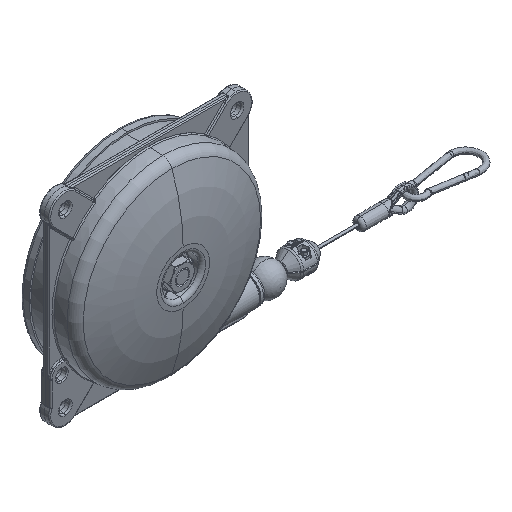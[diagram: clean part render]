
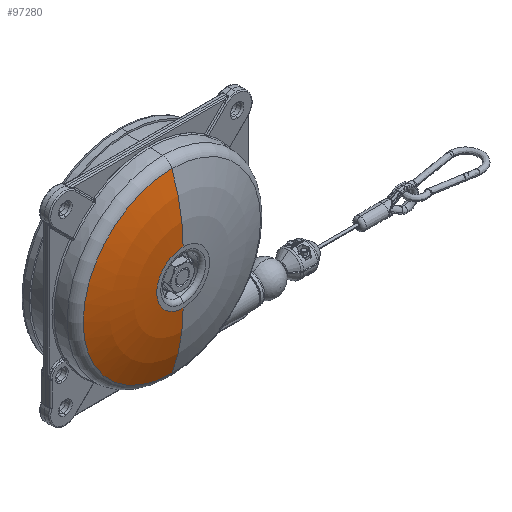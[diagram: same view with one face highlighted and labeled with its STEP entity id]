
A CAD part, isometric view. The second image highlights one B-rep face of the part: STEP entity #97280.
In plain terms, the highlighted toroidal (fillet/blend) face has major radius 25 mm and minor radius 169 mm.
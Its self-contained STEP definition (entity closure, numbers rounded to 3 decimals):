
#1090 = CARTESIAN_POINT ( 'NONE',  ( 0., -18., -25. ) ) ;
#1466 = DIRECTION ( 'NONE',  ( 0., 0., -1. ) ) ;
#3350 = DIRECTION ( 'NONE',  ( 0., -1., 0. ) ) ;
#13551 = TOROIDAL_SURFACE ( 'NONE', #101187, 25., 169. ) ;
#14008 = AXIS2_PLACEMENT_3D ( 'NONE', #115783, #3350, #50262 ) ;
#16486 = VERTEX_POINT ( 'NONE', #1090 ) ;
#16700 = VERTEX_POINT ( 'NONE', #98379 ) ;
#21286 = ORIENTED_EDGE ( 'NONE', *, *, #111757, .T. ) ;
#24693 = ORIENTED_EDGE ( 'NONE', *, *, #25068, .T. ) ;
#24959 = CIRCLE ( 'NONE', #14008, 83.998 ) ;
#25068 = EDGE_CURVE ( 'NONE', #16486, #78101, #113910, .T. ) ;
#30034 = CARTESIAN_POINT ( 'NONE',  ( 0., -18., 25. ) ) ;
#34697 = AXIS2_PLACEMENT_3D ( 'NONE', #55987, #73765, #38211 ) ;
#35446 = CARTESIAN_POINT ( 'NONE',  ( 0., -7.367, -83.998 ) ) ;
#38211 = DIRECTION ( 'NONE',  ( 0., 0., 1. ) ) ;
#40931 = CIRCLE ( 'NONE', #34697, 169. ) ;
#44124 = EDGE_CURVE ( 'NONE', #78101, #16700, #40931, .T. ) ;
#48278 = ORIENTED_EDGE ( 'NONE', *, *, #44124, .T. ) ;
#50262 = DIRECTION ( 'NONE',  ( 0., 0., 1. ) ) ;
#51188 = AXIS2_PLACEMENT_3D ( 'NONE', #73455, #82376, #64547 ) ;
#52866 = CARTESIAN_POINT ( 'NONE',  ( 0., 151., 0. ) ) ;
#55143 = EDGE_LOOP ( 'NONE', ( #84340, #24693, #48278, #21286 ) ) ;
#55987 = CARTESIAN_POINT ( 'NONE',  ( 0., 151., 25. ) ) ;
#58372 = CARTESIAN_POINT ( 'NONE',  ( 0., 151., -25. ) ) ;
#60070 = VERTEX_POINT ( 'NONE', #35446 ) ;
#61901 = EDGE_CURVE ( 'NONE', #16486, #60070, #93180, .T. ) ;
#64547 = DIRECTION ( 'NONE',  ( 0., 0., 1. ) ) ;
#73455 = CARTESIAN_POINT ( 'NONE',  ( 0., -18., 0. ) ) ;
#73765 = DIRECTION ( 'NONE',  ( -1., 0., 0. ) ) ;
#78101 = VERTEX_POINT ( 'NONE', #30034 ) ;
#80157 = FACE_OUTER_BOUND ( 'NONE', #55143, .T. ) ;
#82376 = DIRECTION ( 'NONE',  ( 0., 1., 0. ) ) ;
#84340 = ORIENTED_EDGE ( 'NONE', *, *, #61901, .F. ) ;
#93180 = CIRCLE ( 'NONE', #94587, 169. ) ;
#94587 = AXIS2_PLACEMENT_3D ( 'NONE', #58372, #114243, #1466 ) ;
#97280 = ADVANCED_FACE ( 'NONE', ( #80157 ), #13551, .T. ) ;
#98379 = CARTESIAN_POINT ( 'NONE',  ( 0., -7.367, 83.998 ) ) ;
#101187 = AXIS2_PLACEMENT_3D ( 'NONE', #52866, #117989, #117593 ) ;
#111757 = EDGE_CURVE ( 'NONE', #16700, #60070, #24959, .T. ) ;
#113910 = CIRCLE ( 'NONE', #51188, 25. ) ;
#114243 = DIRECTION ( 'NONE',  ( 1., 0., 0. ) ) ;
#115783 = CARTESIAN_POINT ( 'NONE',  ( 0., -7.367, 0. ) ) ;
#117593 = DIRECTION ( 'NONE',  ( 0., 0., 1. ) ) ;
#117989 = DIRECTION ( 'NONE',  ( 0., 1., 0. ) ) ;
